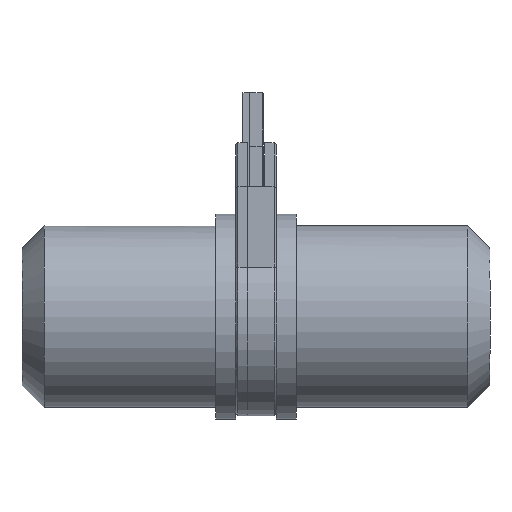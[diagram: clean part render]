
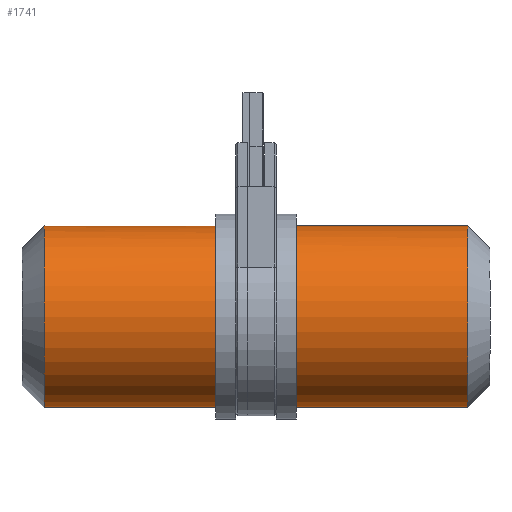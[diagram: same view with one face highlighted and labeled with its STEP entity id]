
A CAD part, left-side view. The second image highlights one B-rep face of the part: STEP entity #1741.
In plain terms, the highlighted cylindrical face has radius 13.589 mm (diameter 27.178 mm), a full revolution.
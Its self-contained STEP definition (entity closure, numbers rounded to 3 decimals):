
#70=FACE_BOUND('',#272,.T.);
#89=CYLINDRICAL_SURFACE('',#1915,13.589);
#104=CIRCLE('',#1891,13.589);
#106=CIRCLE('',#1899,13.589);
#107=CIRCLE('',#1901,13.589);
#110=CIRCLE('',#1905,13.589);
#111=CIRCLE('',#1907,13.589);
#116=CIRCLE('',#1914,13.589);
#117=CIRCLE('',#1916,13.589);
#118=CIRCLE('',#1917,13.589);
#167=FACE_OUTER_BOUND('',#271,.T.);
#271=EDGE_LOOP('',(#1210,#1211,#1212,#1213));
#272=EDGE_LOOP('',(#1214,#1215,#1216,#1217,#1218,#1219,#1220,#1221,#1222,
#1223,#1224,#1225));
#378=LINE('',#2622,#564);
#383=LINE('',#2637,#569);
#393=LINE('',#2677,#579);
#394=LINE('',#2681,#580);
#395=LINE('',#2682,#581);
#564=VECTOR('',#2083,10.);
#569=VECTOR('',#2096,10.);
#579=VECTOR('',#2144,13.589);
#580=VECTOR('',#2149,10.);
#581=VECTOR('',#2150,10.);
#746=ELLIPSE('',#1888,19.218,13.589);
#748=ELLIPSE('',#1895,19.218,13.589);
#751=VERTEX_POINT('',#2604);
#752=VERTEX_POINT('',#2606);
#754=VERTEX_POINT('',#2612);
#757=VERTEX_POINT('',#2619);
#758=VERTEX_POINT('',#2621);
#760=VERTEX_POINT('',#2627);
#763=VERTEX_POINT('',#2634);
#764=VERTEX_POINT('',#2636);
#765=VERTEX_POINT('',#2643);
#768=VERTEX_POINT('',#2651);
#769=VERTEX_POINT('',#2655);
#774=VERTEX_POINT('',#2672);
#775=VERTEX_POINT('',#2676);
#776=VERTEX_POINT('',#2679);
#905=EDGE_CURVE('',#752,#751,#746,.T.);
#909=EDGE_CURVE('',#751,#754,#104,.T.);
#912=EDGE_CURVE('',#758,#757,#378,.T.);
#916=EDGE_CURVE('',#754,#760,#748,.T.);
#919=EDGE_CURVE('',#764,#763,#383,.T.);
#922=EDGE_CURVE('',#757,#764,#106,.T.);
#923=EDGE_CURVE('',#765,#752,#107,.T.);
#928=EDGE_CURVE('',#763,#768,#110,.T.);
#929=EDGE_CURVE('',#769,#758,#111,.T.);
#940=EDGE_CURVE('',#774,#774,#116,.T.);
#941=EDGE_CURVE('',#774,#775,#393,.T.);
#942=EDGE_CURVE('',#775,#775,#117,.T.);
#943=EDGE_CURVE('',#760,#776,#118,.T.);
#944=EDGE_CURVE('',#776,#769,#394,.T.);
#945=EDGE_CURVE('',#768,#765,#395,.T.);
#1210=ORIENTED_EDGE('',*,*,#940,.F.);
#1211=ORIENTED_EDGE('',*,*,#941,.T.);
#1212=ORIENTED_EDGE('',*,*,#942,.F.);
#1213=ORIENTED_EDGE('',*,*,#941,.F.);
#1214=ORIENTED_EDGE('',*,*,#916,.T.);
#1215=ORIENTED_EDGE('',*,*,#943,.T.);
#1216=ORIENTED_EDGE('',*,*,#944,.T.);
#1217=ORIENTED_EDGE('',*,*,#929,.T.);
#1218=ORIENTED_EDGE('',*,*,#912,.T.);
#1219=ORIENTED_EDGE('',*,*,#922,.T.);
#1220=ORIENTED_EDGE('',*,*,#919,.T.);
#1221=ORIENTED_EDGE('',*,*,#928,.T.);
#1222=ORIENTED_EDGE('',*,*,#945,.T.);
#1223=ORIENTED_EDGE('',*,*,#923,.T.);
#1224=ORIENTED_EDGE('',*,*,#905,.T.);
#1225=ORIENTED_EDGE('',*,*,#909,.T.);
#1741=ADVANCED_FACE('',(#167,#70),#89,.T.);
#1888=AXIS2_PLACEMENT_3D('',#2607,#2069,#2070);
#1891=AXIS2_PLACEMENT_3D('',#2614,#2077,#2078);
#1895=AXIS2_PLACEMENT_3D('',#2629,#2090,#2091);
#1899=AXIS2_PLACEMENT_3D('',#2641,#2102,#2103);
#1901=AXIS2_PLACEMENT_3D('',#2644,#2106,#2107);
#1905=AXIS2_PLACEMENT_3D('',#2653,#2116,#2117);
#1907=AXIS2_PLACEMENT_3D('',#2656,#2120,#2121);
#1914=AXIS2_PLACEMENT_3D('',#2674,#2140,#2141);
#1915=AXIS2_PLACEMENT_3D('',#2675,#2142,#2143);
#1916=AXIS2_PLACEMENT_3D('',#2678,#2145,#2146);
#1917=AXIS2_PLACEMENT_3D('',#2680,#2147,#2148);
#2069=DIRECTION('center_axis',(0.707,-0.707,0.));
#2070=DIRECTION('ref_axis',(0.707,0.707,0.));
#2077=DIRECTION('center_axis',(0.,-1.,0.));
#2078=DIRECTION('ref_axis',(1.,0.,0.));
#2083=DIRECTION('',(0.,1.,0.));
#2090=DIRECTION('center_axis',(-0.707,-0.707,0.));
#2091=DIRECTION('ref_axis',(0.707,-0.707,0.));
#2096=DIRECTION('',(0.,-1.,0.));
#2102=DIRECTION('center_axis',(0.,1.,0.));
#2103=DIRECTION('ref_axis',(1.,0.,0.));
#2106=DIRECTION('center_axis',(0.,-1.,0.));
#2107=DIRECTION('ref_axis',(1.,0.,0.));
#2116=DIRECTION('center_axis',(0.,1.,0.));
#2117=DIRECTION('ref_axis',(1.,0.,0.));
#2120=DIRECTION('center_axis',(0.,1.,0.));
#2121=DIRECTION('ref_axis',(1.,0.,0.));
#2140=DIRECTION('center_axis',(0.,1.,0.));
#2141=DIRECTION('ref_axis',(1.,0.,0.));
#2142=DIRECTION('center_axis',(0.,1.,0.));
#2143=DIRECTION('ref_axis',(1.,0.,0.));
#2144=DIRECTION('',(0.,-1.,0.));
#2145=DIRECTION('center_axis',(0.,-1.,0.));
#2146=DIRECTION('ref_axis',(1.,0.,0.));
#2147=DIRECTION('center_axis',(0.,-1.,0.));
#2148=DIRECTION('ref_axis',(1.,0.,0.));
#2149=DIRECTION('',(0.,1.,0.));
#2150=DIRECTION('',(0.,-1.,0.));
#2604=CARTESIAN_POINT('',(9.887,-1.05,9.322));
#2606=CARTESIAN_POINT('',(9.937,-1.,9.269));
#2607=CARTESIAN_POINT('Origin',(0.,-10.937,0.));
#2612=CARTESIAN_POINT('',(-9.887,-1.05,9.322));
#2614=CARTESIAN_POINT('Origin',(0.,-1.05,0.));
#2619=CARTESIAN_POINT('',(-1.2,2.15,13.536));
#2621=CARTESIAN_POINT('',(-1.2,1.,13.536));
#2622=CARTESIAN_POINT('',(-1.2,0.,13.536));
#2627=CARTESIAN_POINT('',(-9.937,-1.,9.269));
#2629=CARTESIAN_POINT('Origin',(0.,-10.937,0.));
#2634=CARTESIAN_POINT('',(1.2,1.,13.536));
#2636=CARTESIAN_POINT('',(1.2,2.15,13.536));
#2637=CARTESIAN_POINT('',(1.2,0.,13.536));
#2641=CARTESIAN_POINT('Origin',(0.,2.15,0.));
#2643=CARTESIAN_POINT('',(10.287,-1.,8.879));
#2644=CARTESIAN_POINT('Origin',(0.,-1.,0.));
#2651=CARTESIAN_POINT('',(10.287,1.,8.879));
#2653=CARTESIAN_POINT('Origin',(0.,1.,0.));
#2655=CARTESIAN_POINT('',(-10.287,1.,8.879));
#2656=CARTESIAN_POINT('Origin',(0.,1.,0.));
#2672=CARTESIAN_POINT('',(-13.589,31.698,0.));
#2674=CARTESIAN_POINT('Origin',(0.,31.698,0.));
#2675=CARTESIAN_POINT('Origin',(0.,0.,0.));
#2676=CARTESIAN_POINT('',(-13.589,-31.698,0.));
#2677=CARTESIAN_POINT('',(-13.589,0.,0.));
#2678=CARTESIAN_POINT('Origin',(0.,-31.698,0.));
#2679=CARTESIAN_POINT('',(-10.287,-1.,8.879));
#2680=CARTESIAN_POINT('Origin',(0.,-1.,0.));
#2681=CARTESIAN_POINT('',(-10.287,0.,8.879));
#2682=CARTESIAN_POINT('',(10.287,0.,8.879));
